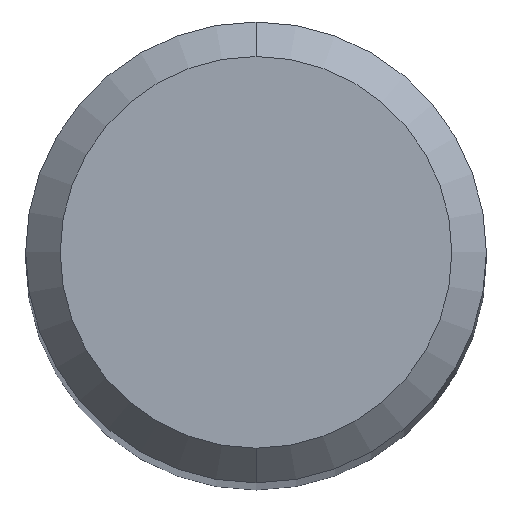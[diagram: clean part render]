
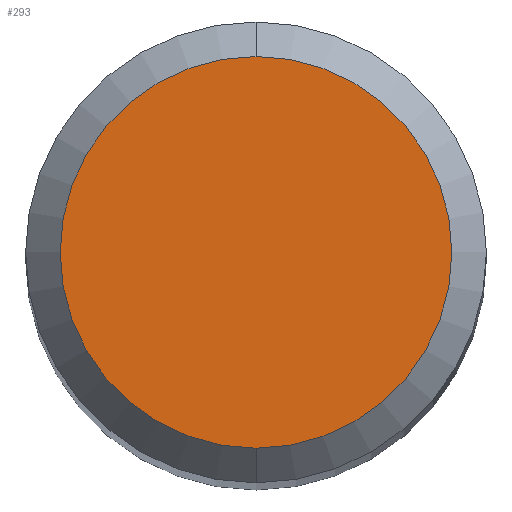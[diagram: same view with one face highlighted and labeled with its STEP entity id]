
A CAD part, top view. The second image highlights one B-rep face of the part: STEP entity #293.
In plain terms, the highlighted planar face has unit normal (0, 0, 1).
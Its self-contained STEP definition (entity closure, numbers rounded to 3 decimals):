
#253=VERTEX_POINT('',#567);
#293=ADVANCED_FACE('',(#612),#613,.T.);
#341=EDGE_CURVE('',#253,#401,#666,.T.);
#401=VERTEX_POINT('',#731);
#449=EDGE_CURVE('',#401,#253,#783,.T.);
#567=CARTESIAN_POINT('',(0.0,1.7,0.0));
#612=FACE_OUTER_BOUND('',#1039,.T.);
#613=PLANE('',#1040);
#666=CIRCLE('',#1143,1.7);
#731=CARTESIAN_POINT('',(0.,-1.7,0.0));
#783=CIRCLE('',#1423,1.7);
#1039=EDGE_LOOP('',(#1597,#1598));
#1040=AXIS2_PLACEMENT_3D('',#1599,#1600,#1601);
#1143=AXIS2_PLACEMENT_3D('',#1659,#1660,#1661);
#1423=AXIS2_PLACEMENT_3D('',#1768,#1769,#1770);
#1597=ORIENTED_EDGE('',*,*,#341,.F.);
#1598=ORIENTED_EDGE('',*,*,#449,.F.);
#1599=CARTESIAN_POINT('',(0.0,0.85,0.0));
#1600=DIRECTION('',(-0.0,0.0,1.0));
#1601=DIRECTION('',(0.0,-1.0,0.0));
#1659=CARTESIAN_POINT('',(0.0,0.0,0.0));
#1660=DIRECTION('',(0.0,0.0,-1.0));
#1661=DIRECTION('',(0.0,1.0,0.0));
#1768=CARTESIAN_POINT('',(0.0,0.0,0.0));
#1769=DIRECTION('',(0.0,0.0,-1.0));
#1770=DIRECTION('',(0.0,1.0,0.0));
